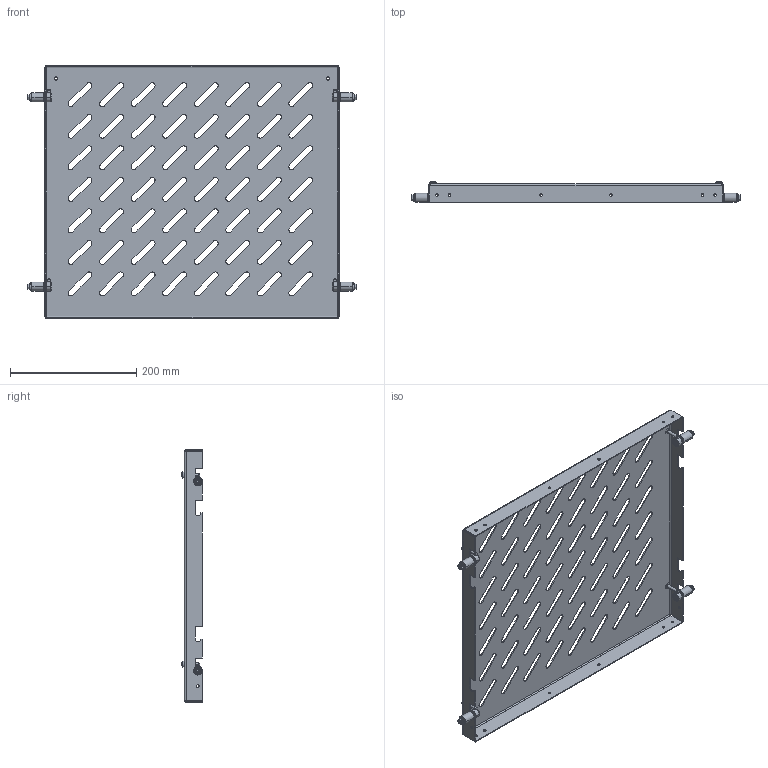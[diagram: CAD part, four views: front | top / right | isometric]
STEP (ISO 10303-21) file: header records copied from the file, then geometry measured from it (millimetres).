
FILE_DESCRIPTION (( 'STEP AP203' ), '1' );
FILE_NAME ('UR50000000404 Ïîëêà ïðèáîðíàÿ 400 ìì íà ðàìó RS52 00.60 (1øò) (000.801.500).STEP', '2022-04-18T12:24:03', ( '' ), ( '' ), 'SwSTEP 2.0', 'SolidWorks 2017', '' );
FILE_SCHEMA (( 'CONFIG_CONTROL_DESIGN' ));
Length unit declared in the file: millimetre
Products named in the file (6): 068-013 Ïîëêà ïðèáîðíàÿ_00 (400); Âèíò DIN 912_Œ4å35; Âèíò DIN 7500 C TORX_Œ5å25; hex flange nut_din_Hexagon Flange Nut DIN 6923 - M5 - N; 050-49 鎗鵻罻; UR50000000404 Ïîëêà ïðèáîðíàÿ 400 ìì íà ðàìó RS52 00.60 (1øò) (000.801.500)
Assembly tree (17 placements, depth 2):
  UR50000000404 Ïîëêà ïðèáîðíàÿ 400 ìì íà ðàìó RS52 00.60 (1øò) (000.801.500)
    068-013 Ïîëêà ïðèáîðíàÿ_00 (400)
    050-49 鎗鵻罻  x4
    Âèíò DIN 912_Œ4å35  x4
    hex flange nut_din_Hexagon Flange Nut DIN 6923 - M5 - N  x4
    Âèíò DIN 7500 C TORX_Œ5å25  x4
Bounding box: 523 x 32.69 x 400 mm (x, y, z)
Volume: 308995 mm3; surface area: 438701.9 mm2
Topology: 17 solids, 17 shells, 890 faces, 2300 edges, 1460 vertices
Faces by surface type: cylinder 364, plane 350, cone 96, torus 40, bspline 32, sphere 8
Entity records: 18778 total; most frequent: CARTESIAN_POINT 3862, DIRECTION 2969, ORIENTED_EDGE 2880, EDGE_CURVE 1440, AXIS2_PLACEMENT_3D 1074, VERTEX_POINT 935, VECTOR 821, LINE 821
